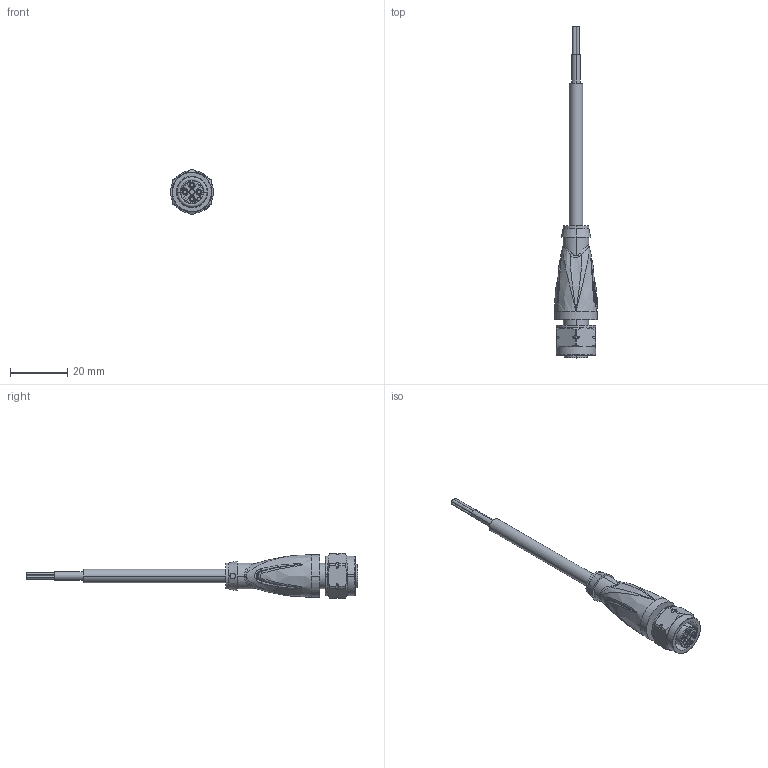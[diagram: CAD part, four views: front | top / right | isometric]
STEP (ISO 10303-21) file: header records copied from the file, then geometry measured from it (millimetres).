
FILE_DESCRIPTION(('STEP AP214'),'1');
FILE_NAME('cctmp_259E7297-7BBA-4AFD-A341-F8209878D99B_2022_04_27_10_50_05_0171..stp','2022-04-27T08:50:09',('KiM GmbH'),('CADClick - www.CADClick.com'),'Spatial InterOp 3D postprocessed',' ','unknown authorization');
FILE_SCHEMA(('AUTOMOTIVE_DESIGN'));
Length unit declared in the file: millimetre
Products named in the file (7): T196832_1; Connection2; Cable; Connection1; Connection1_2; Connection1_1; T196832
Assembly tree (6 placements, depth 4):
  T196832
    T196832_1
      Connection2
      Cable
      Connection1
        Connection1_2
        Connection1_1
Bounding box: 15 x 116.4 x 15.8 mm (x, y, z)
Volume: 6570.2 mm3; surface area: 5044.2 mm2
Topology: 9 solids, 9 shells, 758 faces, 1978 edges, 1259 vertices
Faces by surface type: plane 335, cylinder 209, bspline 89, cone 66, torus 59
Entity records: 40041 total; most frequent: CARTESIAN_POINT 19245, ORIENTED_EDGE 3934, DIRECTION 3720, EDGE_CURVE 1967, AXIS2_PLACEMENT_3D 1331, VERTEX_POINT 1259, LINE 1058, VECTOR 1058
